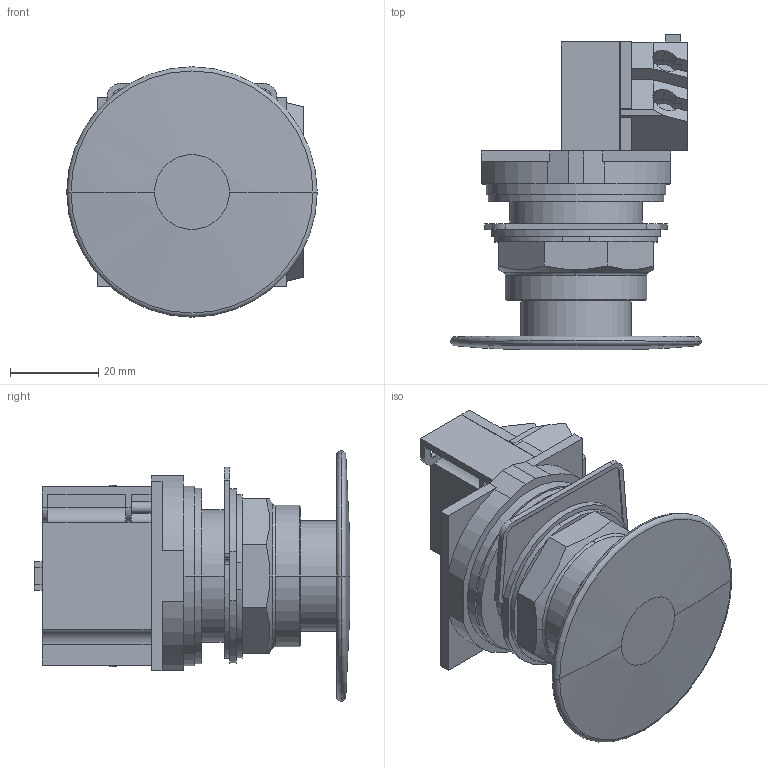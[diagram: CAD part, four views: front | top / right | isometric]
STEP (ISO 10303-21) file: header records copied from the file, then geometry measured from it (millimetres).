
FILE_DESCRIPTION(('starvars output'),'2;1');
FILE_NAME('9001KR5RH13_3D.stp','09:10:27 2020/04/08',( 'Thomas Industrial Network Germany GmbH'),( 'Thomas Industrial Network Germany GmbH'),'unknown preprocess','ACIS' ,'unknown authorization');
FILE_SCHEMA(('AUTOMOTIVE_DESIGN_CC2 {UNKNOWN IMPLEMENTATION LEVEL}'));
Length unit declared in the file: millimetre
Products named in the file (1): PRODUCT_ID_1
Bounding box: 56.64 x 71.4 x 56.64 mm (x, y, z)
Volume: 64400 mm3; surface area: 25659.2 mm2
Topology: 1 solids, 2 shells, 396 faces, 1105 edges, 719 vertices
Faces by surface type: plane 271, cylinder 105, cone 12, torus 6, bspline 2
Entity records: 14538 total; most frequent: ORIENTED_EDGE 2210, CARTESIAN_POINT 1988, DIRECTION 1635, EDGE_CURVE 1105, VERTEX_POINT 719, VECTOR 717, LINE 717, AXIS2_PLACEMENT_3D 459
